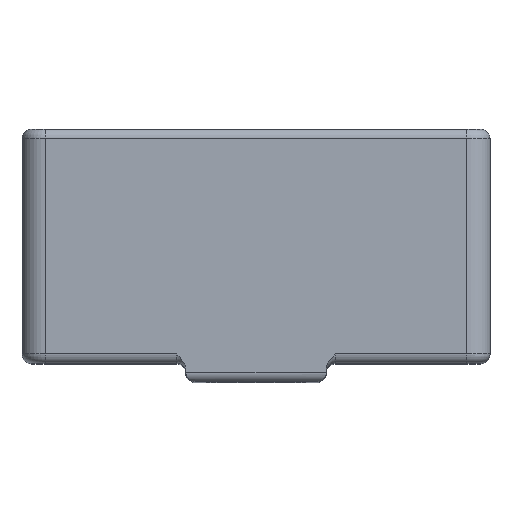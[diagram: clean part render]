
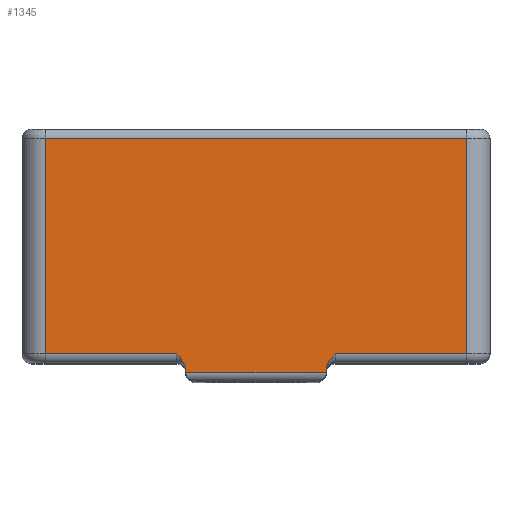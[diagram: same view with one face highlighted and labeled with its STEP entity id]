
A CAD part, top view. The second image highlights one B-rep face of the part: STEP entity #1345.
In plain terms, the highlighted planar face has unit normal (0, 0, 1).
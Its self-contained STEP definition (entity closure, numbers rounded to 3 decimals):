
#51=B_SPLINE_CURVE_WITH_KNOTS('',3,(#2391,#2392,#2393,#2394,#2395,#2396),
 .UNSPECIFIED.,.F.,.F.,(4,2,4),(0.202,0.233,0.28),
 .UNSPECIFIED.);
#52=B_SPLINE_CURVE_WITH_KNOTS('',3,(#2403,#2404,#2405,#2406,#2407,#2408),
 .UNSPECIFIED.,.F.,.F.,(4,2,4),(0.,0.047,0.078),
 .UNSPECIFIED.);
#82=PLANE('',#1524);
#189=FACE_OUTER_BOUND('',#283,.T.);
#283=EDGE_LOOP('',(#1155,#1156,#1157,#1158,#1159,#1160,#1161,#1162,#1163,
#1164));
#337=LINE('',#2146,#423);
#348=LINE('',#2174,#434);
#356=LINE('',#2207,#442);
#372=LINE('',#2480,#458);
#373=LINE('',#2483,#459);
#374=LINE('',#2486,#460);
#375=LINE('',#2488,#461);
#376=LINE('',#2489,#462);
#423=VECTOR('',#1675,10.);
#434=VECTOR('',#1702,10.);
#442=VECTOR('',#1718,10.);
#458=VECTOR('',#1910,10.);
#459=VECTOR('',#1913,10.);
#460=VECTOR('',#1918,10.);
#461=VECTOR('',#1919,10.);
#462=VECTOR('',#1920,10.);
#608=VERTEX_POINT('',#2143);
#609=VERTEX_POINT('',#2145);
#618=VERTEX_POINT('',#2172);
#627=VERTEX_POINT('',#2206);
#645=VERTEX_POINT('',#2390);
#647=VERTEX_POINT('',#2401);
#663=VERTEX_POINT('',#2453);
#668=VERTEX_POINT('',#2476);
#669=VERTEX_POINT('',#2482);
#670=VERTEX_POINT('',#2487);
#736=EDGE_CURVE('',#608,#609,#337,.T.);
#751=EDGE_CURVE('',#618,#608,#348,.T.);
#762=EDGE_CURVE('',#609,#627,#356,.T.);
#800=EDGE_CURVE('',#627,#645,#51,.T.);
#804=EDGE_CURVE('',#647,#618,#52,.T.);
#840=EDGE_CURVE('',#663,#668,#372,.T.);
#841=EDGE_CURVE('',#668,#669,#373,.T.);
#843=EDGE_CURVE('',#669,#647,#374,.T.);
#844=EDGE_CURVE('',#670,#663,#375,.T.);
#845=EDGE_CURVE('',#645,#670,#376,.T.);
#1155=ORIENTED_EDGE('',*,*,#736,.F.);
#1156=ORIENTED_EDGE('',*,*,#751,.F.);
#1157=ORIENTED_EDGE('',*,*,#804,.F.);
#1158=ORIENTED_EDGE('',*,*,#843,.F.);
#1159=ORIENTED_EDGE('',*,*,#841,.F.);
#1160=ORIENTED_EDGE('',*,*,#840,.F.);
#1161=ORIENTED_EDGE('',*,*,#844,.F.);
#1162=ORIENTED_EDGE('',*,*,#845,.F.);
#1163=ORIENTED_EDGE('',*,*,#800,.F.);
#1164=ORIENTED_EDGE('',*,*,#762,.F.);
#1345=ADVANCED_FACE('',(#189),#82,.T.);
#1524=AXIS2_PLACEMENT_3D('',#2485,#1916,#1917);
#1675=DIRECTION('',(-1.,0.,0.));
#1702=DIRECTION('',(0.,-1.,0.));
#1718=DIRECTION('',(0.,1.,0.));
#1910=DIRECTION('',(1.,0.,0.));
#1913=DIRECTION('',(0.,-1.,0.));
#1916=DIRECTION('center_axis',(0.,0.,1.));
#1917=DIRECTION('ref_axis',(-1.,0.,0.));
#1918=DIRECTION('',(-1.,0.,0.));
#1919=DIRECTION('',(0.,1.,0.));
#1920=DIRECTION('',(-1.,0.,0.));
#2143=CARTESIAN_POINT('',(3.,-10.4,25.));
#2145=CARTESIAN_POINT('',(-3.,-10.4,25.));
#2146=CARTESIAN_POINT('',(6.5,-10.4,25.));
#2172=CARTESIAN_POINT('',(3.,-10.293,25.));
#2174=CARTESIAN_POINT('',(3.,-10.,25.));
#2206=CARTESIAN_POINT('',(-3.,-10.293,25.));
#2207=CARTESIAN_POINT('',(-3.,-10.8,25.));
#2390=CARTESIAN_POINT('',(-3.4,-9.6,25.));
#2391=CARTESIAN_POINT('Ctrl Pts',(-3.,-10.293,25.));
#2392=CARTESIAN_POINT('Ctrl Pts',(-3.,-10.191,25.));
#2393=CARTESIAN_POINT('Ctrl Pts',(-3.036,-10.074,25.));
#2394=CARTESIAN_POINT('Ctrl Pts',(-3.158,-9.846,25.));
#2395=CARTESIAN_POINT('Ctrl Pts',(-3.289,-9.711,25.));
#2396=CARTESIAN_POINT('Ctrl Pts',(-3.4,-9.6,25.));
#2401=CARTESIAN_POINT('',(3.4,-9.6,25.));
#2403=CARTESIAN_POINT('Ctrl Pts',(3.4,-9.6,25.));
#2404=CARTESIAN_POINT('Ctrl Pts',(3.289,-9.711,25.));
#2405=CARTESIAN_POINT('Ctrl Pts',(3.158,-9.846,25.));
#2406=CARTESIAN_POINT('Ctrl Pts',(3.036,-10.074,25.));
#2407=CARTESIAN_POINT('Ctrl Pts',(3.,-10.191,25.));
#2408=CARTESIAN_POINT('Ctrl Pts',(3.,-10.293,25.));
#2453=CARTESIAN_POINT('',(-9.,-0.4,25.));
#2476=CARTESIAN_POINT('',(9.,-0.4,25.));
#2480=CARTESIAN_POINT('',(5.,-0.4,25.));
#2482=CARTESIAN_POINT('',(9.,-9.6,25.));
#2483=CARTESIAN_POINT('',(9.,0.,25.));
#2485=CARTESIAN_POINT('Origin',(10.,0.,25.));
#2486=CARTESIAN_POINT('',(5.,-9.6,25.));
#2487=CARTESIAN_POINT('',(-9.,-9.6,25.));
#2488=CARTESIAN_POINT('',(-9.,0.,25.));
#2489=CARTESIAN_POINT('',(5.,-9.6,25.));
